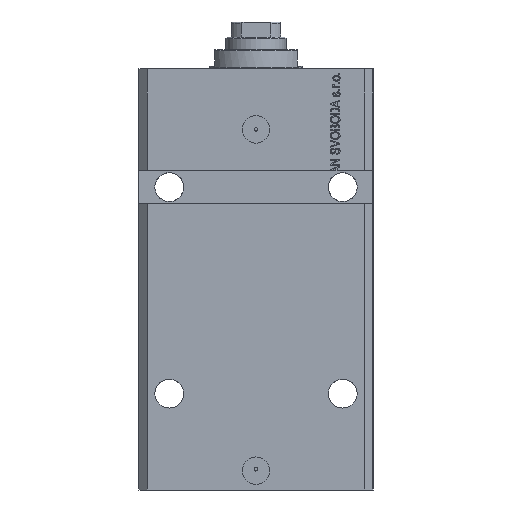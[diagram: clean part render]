
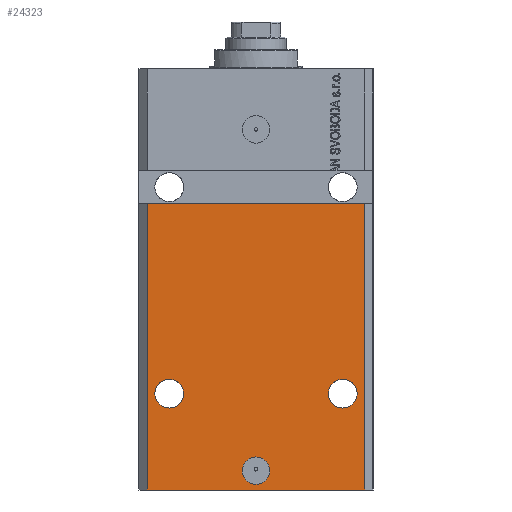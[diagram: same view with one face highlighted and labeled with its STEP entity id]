
A CAD part, front view. The second image highlights one B-rep face of the part: STEP entity #24323.
In plain terms, the highlighted planar face has unit normal (0, -1, 0).
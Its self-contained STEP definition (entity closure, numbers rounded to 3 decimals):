
#182 = DIRECTION ( 'NONE',  ( 0., 0., -1. ) ) ;
#903 = ORIENTED_EDGE ( 'NONE', *, *, #36102, .F. ) ;
#1168 = CARTESIAN_POINT ( 'NONE',  ( 31.5, -31.5, -118. ) ) ;
#1522 = VERTEX_POINT ( 'NONE', #35549 ) ;
#1626 = ORIENTED_EDGE ( 'NONE', *, *, #6394, .F. ) ;
#1783 = CIRCLE ( 'NONE', #48179, 5.25 ) ;
#2251 = VERTEX_POINT ( 'NONE', #17900 ) ;
#2675 = ORIENTED_EDGE ( 'NONE', *, *, #26036, .F. ) ;
#2728 = EDGE_CURVE ( 'NONE', #35892, #13830, #27698, .T. ) ;
#2831 = EDGE_CURVE ( 'NONE', #22321, #1522, #41131, .T. ) ;
#3197 = VECTOR ( 'NONE', #35535, 1000. ) ;
#3701 = DIRECTION ( 'NONE',  ( 0., -1., 0. ) ) ;
#4237 = CIRCLE ( 'NONE', #31733, 5.25 ) ;
#4340 = CARTESIAN_POINT ( 'NONE',  ( 5., -31.5, -146. ) ) ;
#4527 = CARTESIAN_POINT ( 'NONE',  ( -39.5, -31.5, -153. ) ) ;
#5597 = DIRECTION ( 'NONE',  ( -1., 0., 0. ) ) ;
#5751 = VERTEX_POINT ( 'NONE', #33083 ) ;
#6104 = CIRCLE ( 'NONE', #39885, 5.25 ) ;
#6342 = CARTESIAN_POINT ( 'NONE',  ( 31.5, -31.5, -118. ) ) ;
#6394 = EDGE_CURVE ( 'NONE', #35519, #2251, #1783, .T. ) ;
#6499 = DIRECTION ( 'NONE',  ( 0., -1., 0. ) ) ;
#8157 = VERTEX_POINT ( 'NONE', #37890 ) ;
#8559 = DIRECTION ( 'NONE',  ( 0., -1., 0. ) ) ;
#8620 = EDGE_CURVE ( 'NONE', #36682, #8157, #4237, .T. ) ;
#9660 = DIRECTION ( 'NONE',  ( 0., -1., 0. ) ) ;
#10431 = AXIS2_PLACEMENT_3D ( 'NONE', #43362, #9660, #48274 ) ;
#11096 = CARTESIAN_POINT ( 'NONE',  ( 39.5, -31.5, -153. ) ) ;
#11473 = FACE_OUTER_BOUND ( 'NONE', #12632, .T. ) ;
#11636 = VECTOR ( 'NONE', #22492, 1000. ) ;
#12414 = EDGE_LOOP ( 'NONE', ( #2675, #1626 ) ) ;
#12632 = EDGE_LOOP ( 'NONE', ( #26515, #903, #42415, #42123 ) ) ;
#12660 = EDGE_CURVE ( 'NONE', #43510, #22321, #27668, .T. ) ;
#13304 = CARTESIAN_POINT ( 'NONE',  ( -42.5, -31.5, -49. ) ) ;
#13787 = CARTESIAN_POINT ( 'NONE',  ( 36.75, -31.5, -118. ) ) ;
#13830 = VERTEX_POINT ( 'NONE', #42684 ) ;
#15197 = EDGE_LOOP ( 'NONE', ( #28227, #46115 ) ) ;
#16171 = DIRECTION ( 'NONE',  ( 0., -1., 0. ) ) ;
#17900 = CARTESIAN_POINT ( 'NONE',  ( -26.25, -31.5, -118. ) ) ;
#18704 = DIRECTION ( 'NONE',  ( -1., 0., 0. ) ) ;
#19104 = FACE_BOUND ( 'NONE', #12414, .T. ) ;
#20103 = DIRECTION ( 'NONE',  ( 1., 0., 0. ) ) ;
#21340 = DIRECTION ( 'NONE',  ( 0., -1., 0. ) ) ;
#22079 = CARTESIAN_POINT ( 'NONE',  ( -39.5, -31.5, -153. ) ) ;
#22321 = VERTEX_POINT ( 'NONE', #24593 ) ;
#22391 = AXIS2_PLACEMENT_3D ( 'NONE', #37400, #3701, #18704 ) ;
#22492 = DIRECTION ( 'NONE',  ( 0., 0., 1. ) ) ;
#24323 = ADVANCED_FACE ( 'NONE', ( #33862, #30673, #19104, #11473 ), #33636, .T. ) ;
#24593 = CARTESIAN_POINT ( 'NONE',  ( 39.5, -31.5, -153. ) ) ;
#25027 = ORIENTED_EDGE ( 'NONE', *, *, #8620, .F. ) ;
#25256 = VECTOR ( 'NONE', #47557, 1000. ) ;
#26036 = EDGE_CURVE ( 'NONE', #2251, #35519, #43624, .T. ) ;
#26249 = DIRECTION ( 'NONE',  ( 0., -1., 0. ) ) ;
#26515 = ORIENTED_EDGE ( 'NONE', *, *, #42000, .F. ) ;
#27668 = LINE ( 'NONE', #42677, #3197 ) ;
#27698 = CIRCLE ( 'NONE', #10431, 5. ) ;
#28227 = ORIENTED_EDGE ( 'NONE', *, *, #2728, .F. ) ;
#29719 = EDGE_CURVE ( 'NONE', #13830, #35892, #41366, .T. ) ;
#30595 = CARTESIAN_POINT ( 'NONE',  ( -36.75, -31.5, -118. ) ) ;
#30673 = FACE_BOUND ( 'NONE', #41957, .T. ) ;
#31733 = AXIS2_PLACEMENT_3D ( 'NONE', #1168, #16171, #20103 ) ;
#32004 = LINE ( 'NONE', #13304, #34946 ) ;
#32567 = CARTESIAN_POINT ( 'NONE',  ( -39.5, -31.5, -153. ) ) ;
#33083 = CARTESIAN_POINT ( 'NONE',  ( -39.5, -31.5, -49. ) ) ;
#33636 = PLANE ( 'NONE',  #47487 ) ;
#33794 = LINE ( 'NONE', #4527, #11636 ) ;
#33862 = FACE_BOUND ( 'NONE', #15197, .T. ) ;
#34946 = VECTOR ( 'NONE', #43075, 1000. ) ;
#35519 = VERTEX_POINT ( 'NONE', #30595 ) ;
#35535 = DIRECTION ( 'NONE',  ( 1., 0., 0. ) ) ;
#35549 = CARTESIAN_POINT ( 'NONE',  ( 39.5, -31.5, -49. ) ) ;
#35871 = CARTESIAN_POINT ( 'NONE',  ( -31.5, -31.5, -118. ) ) ;
#35892 = VERTEX_POINT ( 'NONE', #4340 ) ;
#36039 = DIRECTION ( 'NONE',  ( 1., 0., 0. ) ) ;
#36102 = EDGE_CURVE ( 'NONE', #43510, #5751, #33794, .T. ) ;
#36600 = DIRECTION ( 'NONE',  ( 1., 0., 0. ) ) ;
#36682 = VERTEX_POINT ( 'NONE', #13787 ) ;
#37295 = ORIENTED_EDGE ( 'NONE', *, *, #47384, .F. ) ;
#37400 = CARTESIAN_POINT ( 'NONE',  ( -31.5, -31.5, -118. ) ) ;
#37890 = CARTESIAN_POINT ( 'NONE',  ( 26.25, -31.5, -118. ) ) ;
#39732 = CARTESIAN_POINT ( 'NONE',  ( 0., -31.5, -146. ) ) ;
#39885 = AXIS2_PLACEMENT_3D ( 'NONE', #6342, #21340, #36600 ) ;
#41131 = LINE ( 'NONE', #11096, #25256 ) ;
#41366 = CIRCLE ( 'NONE', #47669, 5. ) ;
#41957 = EDGE_LOOP ( 'NONE', ( #25027, #37295 ) ) ;
#42000 = EDGE_CURVE ( 'NONE', #5751, #1522, #32004, .T. ) ;
#42123 = ORIENTED_EDGE ( 'NONE', *, *, #2831, .T. ) ;
#42415 = ORIENTED_EDGE ( 'NONE', *, *, #12660, .T. ) ;
#42677 = CARTESIAN_POINT ( 'NONE',  ( -39.5, -31.5, -153. ) ) ;
#42684 = CARTESIAN_POINT ( 'NONE',  ( -5., -31.5, -146. ) ) ;
#43075 = DIRECTION ( 'NONE',  ( 1., 0., 0. ) ) ;
#43362 = CARTESIAN_POINT ( 'NONE',  ( 0., -31.5, -146. ) ) ;
#43510 = VERTEX_POINT ( 'NONE', #32567 ) ;
#43624 = CIRCLE ( 'NONE', #22391, 5.25 ) ;
#46115 = ORIENTED_EDGE ( 'NONE', *, *, #29719, .F. ) ;
#47384 = EDGE_CURVE ( 'NONE', #8157, #36682, #6104, .T. ) ;
#47487 = AXIS2_PLACEMENT_3D ( 'NONE', #22079, #26249, #182 ) ;
#47557 = DIRECTION ( 'NONE',  ( 0., 0., 1. ) ) ;
#47669 = AXIS2_PLACEMENT_3D ( 'NONE', #39732, #6499, #36039 ) ;
#48179 = AXIS2_PLACEMENT_3D ( 'NONE', #35871, #8559, #5597 ) ;
#48274 = DIRECTION ( 'NONE',  ( 1., 0., 0. ) ) ;
